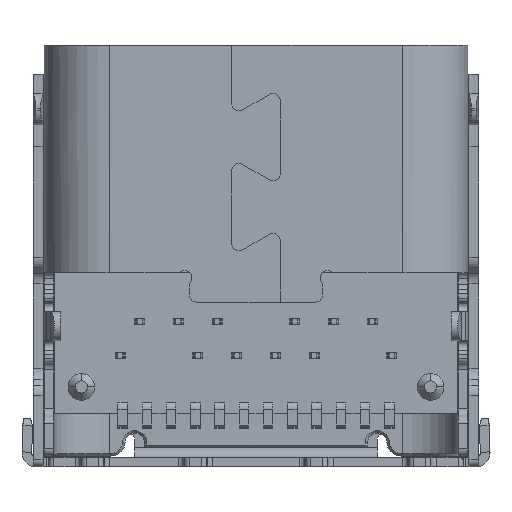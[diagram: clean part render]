
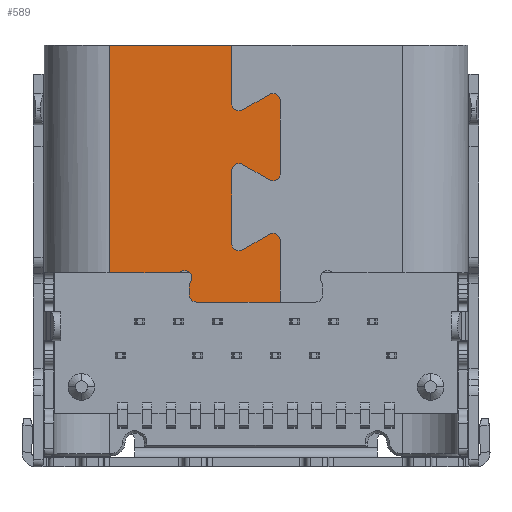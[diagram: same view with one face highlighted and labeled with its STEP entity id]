
A CAD part, front view. The second image highlights one B-rep face of the part: STEP entity #589.
In plain terms, the highlighted planar face has unit normal (0, -1, 0).
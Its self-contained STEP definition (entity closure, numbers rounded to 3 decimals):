
#589=ADVANCED_FACE('3716',(#2020),#2021,.F.);
#2020=FACE_OUTER_BOUND('',#3969,.T.);
#2021=PLANE('',#3970);
#3969=EDGE_LOOP('',(#8952,#8953,#8954,#8955,#8956,#8957,#8958,#8959,#8960,#8961,#8962,#8963,#8964,#8965,#8966,#8967,#8968,#8969,#8970,#8971,#8972,#8973));
#3970=AXIS2_PLACEMENT_3D('',#8974,#8975,#8976);
#8952=ORIENTED_EDGE('',*,*,#13844,.F.);
#8953=ORIENTED_EDGE('',*,*,#13845,.F.);
#8954=ORIENTED_EDGE('',*,*,#13846,.T.);
#8955=ORIENTED_EDGE('',*,*,#13847,.F.);
#8956=ORIENTED_EDGE('',*,*,#13848,.T.);
#8957=ORIENTED_EDGE('',*,*,#13558,.T.);
#8958=ORIENTED_EDGE('',*,*,#13228,.F.);
#8959=ORIENTED_EDGE('',*,*,#13225,.F.);
#8960=ORIENTED_EDGE('',*,*,#13222,.F.);
#8961=ORIENTED_EDGE('',*,*,#13219,.F.);
#8962=ORIENTED_EDGE('',*,*,#13216,.F.);
#8963=ORIENTED_EDGE('',*,*,#13213,.F.);
#8964=ORIENTED_EDGE('',*,*,#13210,.F.);
#8965=ORIENTED_EDGE('',*,*,#13207,.F.);
#8966=ORIENTED_EDGE('',*,*,#13204,.F.);
#8967=ORIENTED_EDGE('',*,*,#13201,.F.);
#8968=ORIENTED_EDGE('',*,*,#13198,.F.);
#8969=ORIENTED_EDGE('',*,*,#13195,.F.);
#8970=ORIENTED_EDGE('',*,*,#13193,.F.);
#8971=ORIENTED_EDGE('',*,*,#13790,.T.);
#8972=ORIENTED_EDGE('',*,*,#13849,.F.);
#8973=ORIENTED_EDGE('',*,*,#13841,.F.);
#8974=CARTESIAN_POINT('',(-1.26,0.03,2.05));
#8975=DIRECTION('',(0.0,1.0,0.0));
#8976=DIRECTION('',(1.0,0.0,-0.0));
#13193=EDGE_CURVE('5197',#16123,#16250,#16251,.T.);
#13195=EDGE_CURVE('5198',#16250,#16253,#16254,.T.);
#13198=EDGE_CURVE('5199',#16253,#16258,#16259,.T.);
#13201=EDGE_CURVE('5200',#16258,#16263,#16264,.T.);
#13204=EDGE_CURVE('5201',#16263,#16268,#16269,.T.);
#13207=EDGE_CURVE('5202',#16268,#16273,#16274,.T.);
#13210=EDGE_CURVE('5203',#16273,#16278,#16279,.T.);
#13213=EDGE_CURVE('5204',#16278,#16283,#16284,.T.);
#13216=EDGE_CURVE('5205',#16283,#16288,#16289,.T.);
#13219=EDGE_CURVE('5206',#16288,#16293,#16294,.T.);
#13222=EDGE_CURVE('5207',#16293,#16298,#16299,.T.);
#13225=EDGE_CURVE('5208',#16298,#16303,#16304,.T.);
#13228=EDGE_CURVE('5012',#16303,#16241,#16308,.T.);
#13558=EDGE_CURVE('5190',#16870,#16241,#16871,.T.);
#13790=EDGE_CURVE('5196',#16123,#17264,#17266,.T.);
#13841=EDGE_CURVE('5194',#17344,#17346,#17347,.T.);
#13844=EDGE_CURVE('4995',#17351,#17344,#17352,.T.);
#13845=EDGE_CURVE('4992',#17353,#17351,#17354,.T.);
#13846=EDGE_CURVE('4990',#17353,#17355,#17356,.T.);
#13847=EDGE_CURVE('4988',#17357,#17355,#17358,.T.);
#13848=EDGE_CURVE('4986',#17357,#16870,#17359,.T.);
#13849=EDGE_CURVE('5195',#17346,#17264,#17360,.T.);
#16123=VERTEX_POINT('',#20943);
#16241=VERTEX_POINT('',#21171);
#16250=VERTEX_POINT('',#21184);
#16251=LINE('',#21185,#21186);
#16253=VERTEX_POINT('',#21189);
#16254=LINE('',#21190,#21191);
#16258=VERTEX_POINT('',#21197);
#16259=CIRCLE('',#21198,0.15);
#16263=VERTEX_POINT('',#21203);
#16264=LINE('',#21204,#21205);
#16268=VERTEX_POINT('',#21211);
#16269=CIRCLE('',#21212,0.15);
#16273=VERTEX_POINT('',#21217);
#16274=LINE('',#21218,#21219);
#16278=VERTEX_POINT('',#21225);
#16279=CIRCLE('',#21226,0.15);
#16283=VERTEX_POINT('',#21231);
#16284=LINE('',#21232,#21233);
#16288=VERTEX_POINT('',#21239);
#16289=CIRCLE('',#21240,0.15);
#16293=VERTEX_POINT('',#21245);
#16294=LINE('',#21246,#21247);
#16298=VERTEX_POINT('',#21253);
#16299=CIRCLE('',#21254,0.15);
#16303=VERTEX_POINT('',#21259);
#16304=LINE('',#21260,#21261);
#16308=CIRCLE('',#21267,0.15);
#16870=VERTEX_POINT('',#22065);
#16871=LINE('',#22066,#22067);
#17264=VERTEX_POINT('',#22676);
#17266=LINE('',#22678,#22679);
#17344=VERTEX_POINT('',#22789);
#17346=VERTEX_POINT('',#22792);
#17347=CIRCLE('',#22793,0.15);
#17351=VERTEX_POINT('',#22799);
#17352=CIRCLE('',#22800,0.15);
#17353=VERTEX_POINT('',#22801);
#17354=CIRCLE('',#22802,0.15);
#17355=VERTEX_POINT('',#22803);
#17356=LINE('',#22804,#22805);
#17357=VERTEX_POINT('',#22806);
#17358=CIRCLE('',#22807,0.15);
#17359=LINE('',#22808,#22809);
#17360=LINE('',#22810,#22811);
#20943=CARTESIAN_POINT('',(-3.02,0.03,4.7));
#21171=CARTESIAN_POINT('',(0.5,0.03,0.665));
#21184=CARTESIAN_POINT('',(-0.5,0.03,4.7));
#21185=CARTESIAN_POINT('',(-3.02,0.03,4.7));
#21186=VECTOR('',#26260,2.52);
#21189=CARTESIAN_POINT('',(-0.5,0.03,3.492));
#21190=CARTESIAN_POINT('',(-0.5,0.03,4.7));
#21191=VECTOR('',#26262,1.208);
#21197=CARTESIAN_POINT('',(-0.275,0.03,3.362));
#21198=AXIS2_PLACEMENT_3D('',#26265,#26266,#26267);
#21203=CARTESIAN_POINT('',(0.275,0.03,3.68));
#21204=CARTESIAN_POINT('',(-0.275,0.03,3.362));
#21205=VECTOR('',#26272,0.635);
#21211=CARTESIAN_POINT('',(0.5,0.03,3.55));
#21212=AXIS2_PLACEMENT_3D('',#26275,#26276,#26277);
#21217=CARTESIAN_POINT('',(0.5,0.03,2.05));
#21218=CARTESIAN_POINT('',(0.5,0.03,3.55));
#21219=VECTOR('',#26282,1.5);
#21225=CARTESIAN_POINT('',(0.275,0.03,1.92));
#21226=AXIS2_PLACEMENT_3D('',#26285,#26286,#26287);
#21231=CARTESIAN_POINT('',(-0.275,0.03,2.238));
#21232=CARTESIAN_POINT('',(0.275,0.03,1.92));
#21233=VECTOR('',#26292,0.635);
#21239=CARTESIAN_POINT('',(-0.5,0.03,2.108));
#21240=AXIS2_PLACEMENT_3D('',#26295,#26296,#26297);
#21245=CARTESIAN_POINT('',(-0.5,0.03,0.608));
#21246=CARTESIAN_POINT('',(-0.5,0.03,2.108));
#21247=VECTOR('',#26302,1.5);
#21253=CARTESIAN_POINT('',(-0.275,0.03,0.478));
#21254=AXIS2_PLACEMENT_3D('',#26305,#26306,#26307);
#21259=CARTESIAN_POINT('',(0.275,0.03,0.795));
#21260=CARTESIAN_POINT('',(-0.275,0.03,0.478));
#21261=VECTOR('',#26312,0.635);
#21267=AXIS2_PLACEMENT_3D('',#26315,#26316,#26317);
#22065=CARTESIAN_POINT('',(0.5,0.03,-0.6));
#22066=CARTESIAN_POINT('',(0.5,0.03,-0.6));
#22067=VECTOR('',#26833,0.6);
#22676=CARTESIAN_POINT('',(-3.02,0.03,0.0));
#22678=CARTESIAN_POINT('',(-3.02,0.03,4.7));
#22679=VECTOR('',#27095,4.7);
#22789=CARTESIAN_POINT('',(-1.558,0.03,0.025));
#22792=CARTESIAN_POINT('',(-1.641,0.03,0.));
#22793=AXIS2_PLACEMENT_3D('',#27180,#27181,#27182);
#22799=CARTESIAN_POINT('',(-1.35,0.03,-0.183));
#22800=AXIS2_PLACEMENT_3D('',#27185,#27186,#27187);
#22801=CARTESIAN_POINT('',(-1.375,0.03,-0.266));
#22802=AXIS2_PLACEMENT_3D('',#27188,#27189,#27190);
#22803=CARTESIAN_POINT('',(-1.375,0.03,-0.45));
#22804=CARTESIAN_POINT('',(-1.375,0.03,-0.266));
#22805=VECTOR('',#27191,0.184);
#22806=CARTESIAN_POINT('',(-1.225,0.03,-0.6));
#22807=AXIS2_PLACEMENT_3D('',#27192,#27193,#27194);
#22808=CARTESIAN_POINT('',(-1.225,0.03,-0.6));
#22809=VECTOR('',#27195,1.725);
#22810=CARTESIAN_POINT('',(-1.641,0.03,0.));
#22811=VECTOR('',#27196,1.379);
#26260=DIRECTION('',(1.0,0.0,0.0));
#26262=DIRECTION('',(0.,0.0,-1.0));
#26265=CARTESIAN_POINT('',(-0.35,0.03,3.492));
#26266=DIRECTION('',(0.0,-1.0,0.0));
#26267=DIRECTION('',(-1.,0.0,0.));
#26272=DIRECTION('',(0.866,0.0,0.5));
#26275=CARTESIAN_POINT('',(0.35,0.03,3.55));
#26276=DIRECTION('',(0.0,1.0,0.0));
#26277=DIRECTION('',(-0.5,0.0,0.866));
#26282=DIRECTION('',(0.,0.0,-1.0));
#26285=CARTESIAN_POINT('',(0.35,0.03,2.05));
#26286=DIRECTION('',(-0.0,1.0,0.0));
#26287=DIRECTION('',(1.,0.0,0.));
#26292=DIRECTION('',(-0.866,0.0,0.5));
#26295=CARTESIAN_POINT('',(-0.35,0.03,2.108));
#26296=DIRECTION('',(0.0,-1.0,0.0));
#26297=DIRECTION('',(0.5,0.0,0.866));
#26302=DIRECTION('',(0.,0.0,-1.0));
#26305=CARTESIAN_POINT('',(-0.35,0.03,0.608));
#26306=DIRECTION('',(0.0,-1.0,0.0));
#26307=DIRECTION('',(-1.,0.0,0.));
#26312=DIRECTION('',(0.866,0.0,0.5));
#26315=CARTESIAN_POINT('',(0.35,0.03,0.665));
#26316=DIRECTION('',(0.0,1.0,0.0));
#26317=DIRECTION('',(-0.5,0.0,0.866));
#26833=DIRECTION('',(0.,0.0,1.0));
#27095=DIRECTION('',(0.0,0.0,-1.0));
#27180=CARTESIAN_POINT('',(-1.641,0.03,0.15));
#27181=DIRECTION('',(0.0,1.0,0.0));
#27182=DIRECTION('',(0.553,0.0,-0.833));
#27185=CARTESIAN_POINT('',(-1.475,0.03,-0.1));
#27186=DIRECTION('',(0.0,-1.0,0.0));
#27187=DIRECTION('',(0.833,0.0,-0.553));
#27188=CARTESIAN_POINT('',(-1.225,0.03,-0.266));
#27189=DIRECTION('',(0.0,1.0,0.0));
#27190=DIRECTION('',(-1.0,0.0,0.0));
#27191=DIRECTION('',(0.0,0.0,-1.0));
#27192=CARTESIAN_POINT('',(-1.225,0.03,-0.45));
#27193=DIRECTION('',(0.0,1.0,0.0));
#27194=DIRECTION('',(0.0,0.0,-1.0));
#27195=DIRECTION('',(1.0,0.0,0.0));
#27196=DIRECTION('',(-1.0,0.0,0.));
